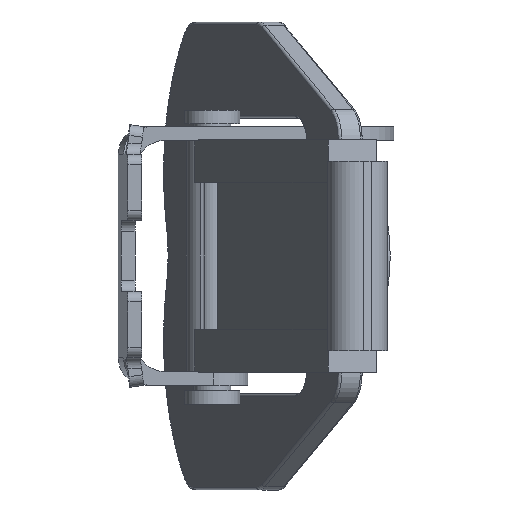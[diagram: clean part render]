
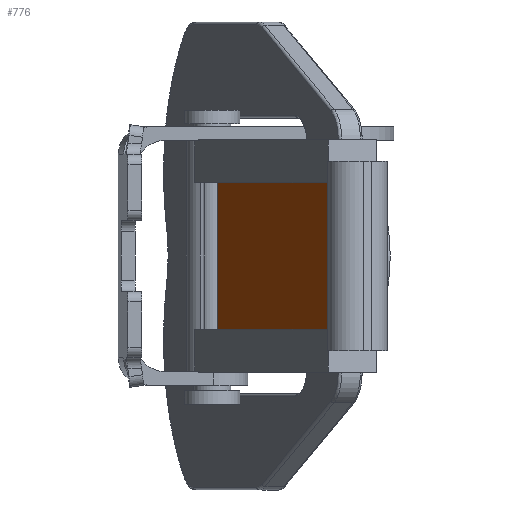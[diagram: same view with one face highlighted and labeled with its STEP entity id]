
A CAD part, left-side view. The second image highlights one B-rep face of the part: STEP entity #776.
In plain terms, the highlighted planar face has unit normal (-0.373, 0.928, 0).
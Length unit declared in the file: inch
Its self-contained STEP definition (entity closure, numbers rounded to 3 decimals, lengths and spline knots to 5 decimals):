
#10 = VERTEX_POINT ( 'NONE', #248 ) ;
#19 = EDGE_CURVE ( 'NONE', #10, #3262, #3438, .T. ) ;
#248 = CARTESIAN_POINT ( 'NONE',  ( -0.84587, -0.79985, -0.34387 ) ) ;
#417 = AXIS2_PLACEMENT_3D ( 'NONE', #5476, #1474, #6003 ) ;
#443 = ORIENTED_EDGE ( 'NONE', *, *, #19, .T. ) ;
#776 = ADVANCED_FACE ( 'NONE', ( #3485 ), #3483, .T. ) ;
#883 = CARTESIAN_POINT ( 'NONE',  ( -0.84587, -0.79985, 0.34413 ) ) ;
#1065 = CARTESIAN_POINT ( 'NONE',  ( 0.527, -0.24699, -0.34387 ) ) ;
#1474 = DIRECTION ( 'NONE',  ( -0.374, 0.928, 0. ) ) ;
#1715 = DIRECTION ( 'NONE',  ( 0., 0., 1. ) ) ;
#1720 = CARTESIAN_POINT ( 'NONE',  ( 0.527, -0.24699, 0.34413 ) ) ;
#1908 = EDGE_LOOP ( 'NONE', ( #6270, #3732, #3335, #443 ) ) ;
#2148 = CARTESIAN_POINT ( 'NONE',  ( -0.26, -0.56392, -0.34387 ) ) ;
#2432 = VERTEX_POINT ( 'NONE', #1065 ) ;
#2447 = EDGE_CURVE ( 'NONE', #10, #2432, #5673, .T. ) ;
#2900 = VECTOR ( 'NONE', #3186, 39.37008 ) ;
#3186 = DIRECTION ( 'NONE',  ( 0.928, 0.374, 0. ) ) ;
#3262 = VERTEX_POINT ( 'NONE', #883 ) ;
#3319 = LINE ( 'NONE', #5865, #6389 ) ;
#3335 = ORIENTED_EDGE ( 'NONE', *, *, #2447, .F. ) ;
#3438 = LINE ( 'NONE', #4262, #5972 ) ;
#3483 = PLANE ( 'NONE',  #417 ) ;
#3485 = FACE_OUTER_BOUND ( 'NONE', #1908, .T. ) ;
#3732 = ORIENTED_EDGE ( 'NONE', *, *, #4254, .F. ) ;
#3785 = DIRECTION ( 'NONE',  ( 0., 0., 1. ) ) ;
#3807 = EDGE_CURVE ( 'NONE', #3262, #4258, #5777, .T. ) ;
#3838 = DIRECTION ( 'NONE',  ( 0.928, 0.374, 0. ) ) ;
#3927 = CARTESIAN_POINT ( 'NONE',  ( -0.26, -0.56392, 0.34413 ) ) ;
#4254 = EDGE_CURVE ( 'NONE', #2432, #4258, #3319, .T. ) ;
#4258 = VERTEX_POINT ( 'NONE', #1720 ) ;
#4262 = CARTESIAN_POINT ( 'NONE',  ( -0.84587, -0.79985, 0.00013 ) ) ;
#5463 = VECTOR ( 'NONE', #3838, 39.37008 ) ;
#5476 = CARTESIAN_POINT ( 'NONE',  ( 0.527, -0.24699, 0.00013 ) ) ;
#5673 = LINE ( 'NONE', #2148, #2900 ) ;
#5777 = LINE ( 'NONE', #3927, #5463 ) ;
#5865 = CARTESIAN_POINT ( 'NONE',  ( 0.527, -0.24699, 0.00013 ) ) ;
#5972 = VECTOR ( 'NONE', #1715, 39.37008 ) ;
#6003 = DIRECTION ( 'NONE',  ( 0.928, 0.374, 0. ) ) ;
#6270 = ORIENTED_EDGE ( 'NONE', *, *, #3807, .T. ) ;
#6389 = VECTOR ( 'NONE', #3785, 39.37008 ) ;
